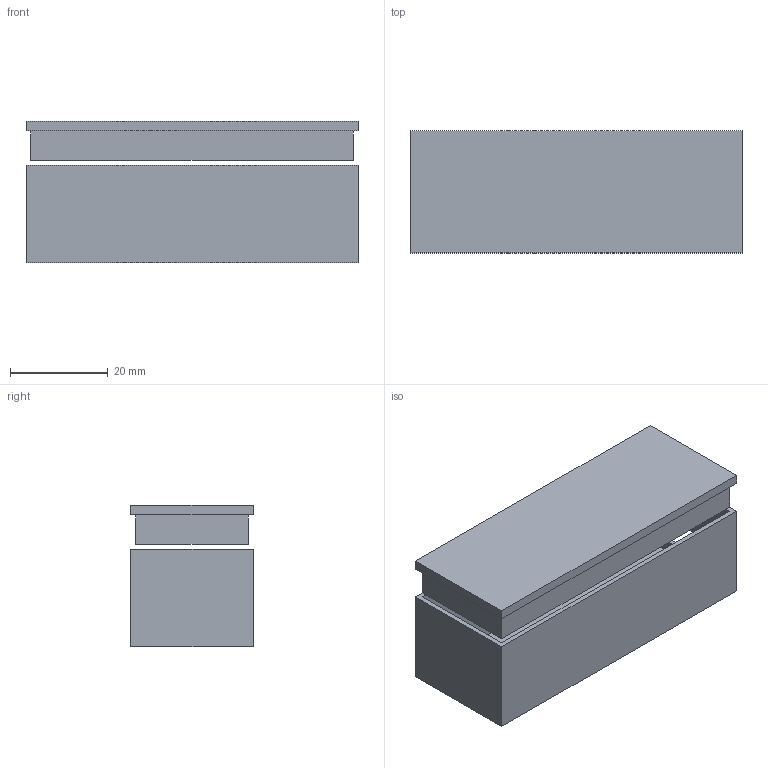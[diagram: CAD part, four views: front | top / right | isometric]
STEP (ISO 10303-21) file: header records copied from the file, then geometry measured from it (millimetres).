
FILE_DESCRIPTION(('FreeCAD Model'),'2;1');
FILE_NAME('Open CASCADE Shape Model','2026-01-19T10:32:55',(''),(''), 'Open CASCADE STEP processor 7.9','FreeCAD','Unknown');
FILE_SCHEMA(('AUTOMOTIVE_DESIGN { 1 0 10303 214 1 1 1 1 }'));
Length unit declared in the file: millimetre
Products named in the file (3): case; Body; Body001
Assembly tree (2 placements, depth 2):
  case
    Body
    Body001
Bounding box: 68 x 25 x 29 mm (x, y, z)
Volume: 17528 mm3; surface area: 15124 mm2
Topology: 2 solids, 2 shells, 27 faces, 62 edges, 40 vertices
Faces by surface type: plane 27
Entity records: 814 total; most frequent: CARTESIAN_POINT 132, ORIENTED_EDGE 124, DIRECTION 122, EDGE_CURVE 62, LINE 62, VECTOR 62, VERTEX_POINT 40, AXIS2_PLACEMENT_3D 30
